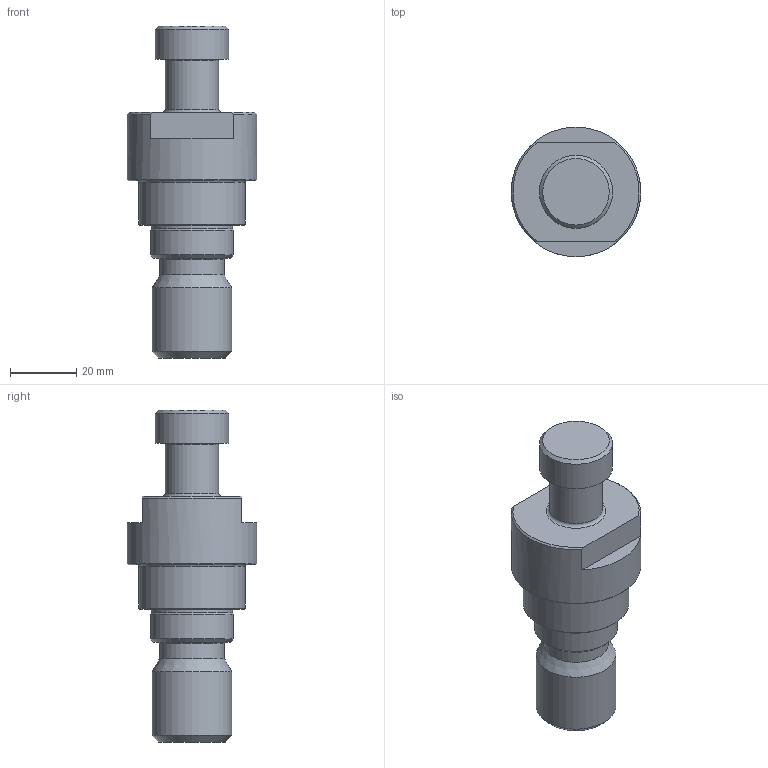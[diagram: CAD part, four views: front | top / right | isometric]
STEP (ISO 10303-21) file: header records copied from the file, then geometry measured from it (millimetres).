
FILE_DESCRIPTION(/* description */ (''),/* implementation_level */ '2;1');
FILE_NAME(/* name */ '1498476345653.stp',/* time_stamp */ '2017-06-26T13:25:49+02:00',/* author */ (''),/* organization */ ('SMS'),/* preprocessor_version */ 'ST-DEVELOPER v15',/* originating_system */ 'SIEMENS PLM Software NX 8.5',/* authorisation */ '');
FILE_SCHEMA (('AUTOMOTIVE_DESIGN { 1 0 10303 214 3 1 1 1 }'));
Length unit declared in the file: millimetre
Products named in the file (1): 201120865MOD000_00
Bounding box: 39 x 39 x 99.9 mm (x, y, z)
Volume: 58244.5 mm3; surface area: 10941.6 mm2
Topology: 1 solids, 1 shells, 35 faces, 69 edges, 42 vertices
Faces by surface type: plane 12, cone 10, cylinder 8, torus 5
Full cylindrical faces by diameter (mm): 16 x1, 19.5 x1, 22 x1, 24 x1, 24.5 x1, 25 x1, 32 x1, 39 x1
Entity records: 824 total; most frequent: DIRECTION 152, CARTESIAN_POINT 135, ORIENTED_EDGE 90, AXIS2_PLACEMENT_3D 72, EDGE_LOOP 62, FACE_BOUND 54, EDGE_CURVE 45, VERTEX_POINT 39
